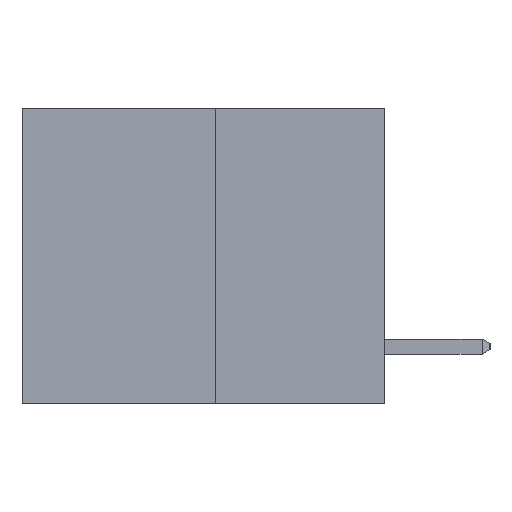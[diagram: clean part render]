
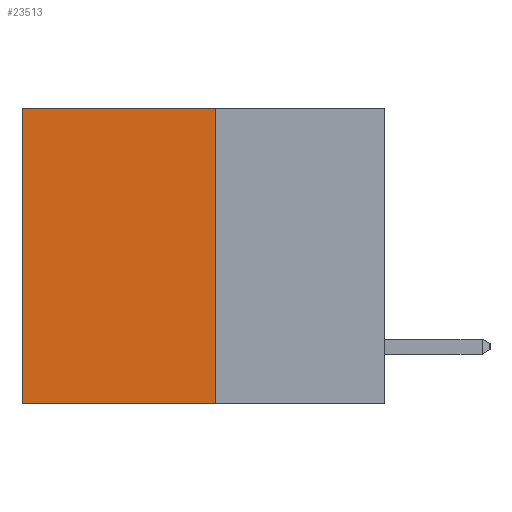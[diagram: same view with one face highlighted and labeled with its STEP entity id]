
A CAD part, left-side view. The second image highlights one B-rep face of the part: STEP entity #23513.
In plain terms, the highlighted planar face has unit normal (-1, 0, 0).
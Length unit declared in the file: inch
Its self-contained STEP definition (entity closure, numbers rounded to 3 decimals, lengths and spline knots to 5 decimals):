
#51 = DIRECTION ( 'NONE',  ( 0., 1., 0. ) ) ;
#444 = CARTESIAN_POINT ( 'NONE',  ( 0.3165, 0.6, -0.49 ) ) ;
#1761 = EDGE_CURVE ( 'NONE', #18974, #13602, #24896, .T. ) ;
#1886 = AXIS2_PLACEMENT_3D ( 'NONE', #12954, #19407, #6058 ) ;
#2141 = CARTESIAN_POINT ( 'NONE',  ( 0.3165, 0.28, -0.49 ) ) ;
#3171 = LINE ( 'NONE', #23709, #7323 ) ;
#3375 = LINE ( 'NONE', #25747, #9584 ) ;
#4017 = CARTESIAN_POINT ( 'NONE',  ( 0.3165, 0.6, 0. ) ) ;
#5016 = DIRECTION ( 'NONE',  ( 0., 0., -1. ) ) ;
#6058 = DIRECTION ( 'NONE',  ( 0., 0., -1. ) ) ;
#7323 = VECTOR ( 'NONE', #25943, 39.37008 ) ;
#7693 = VERTEX_POINT ( 'NONE', #16043 ) ;
#9443 = VERTEX_POINT ( 'NONE', #4017 ) ;
#9584 = VECTOR ( 'NONE', #23712, 39.37008 ) ;
#11269 = ORIENTED_EDGE ( 'NONE', *, *, #16424, .F. ) ;
#11974 = CARTESIAN_POINT ( 'NONE',  ( 0.3165, 0.6, -0.49 ) ) ;
#12954 = CARTESIAN_POINT ( 'NONE',  ( 0.3165, 0.28, -0.49 ) ) ;
#13602 = VERTEX_POINT ( 'NONE', #11974 ) ;
#15307 = PLANE ( 'NONE',  #1886 ) ;
#16043 = CARTESIAN_POINT ( 'NONE',  ( 0.3165, 0.28, 0. ) ) ;
#16424 = EDGE_CURVE ( 'NONE', #7693, #18974, #3171, .T. ) ;
#16548 = EDGE_CURVE ( 'NONE', #9443, #13602, #25980, .T. ) ;
#17361 = ORIENTED_EDGE ( 'NONE', *, *, #1761, .F. ) ;
#18974 = VERTEX_POINT ( 'NONE', #19208 ) ;
#19208 = CARTESIAN_POINT ( 'NONE',  ( 0.3165, 0.28, -0.49 ) ) ;
#19407 = DIRECTION ( 'NONE',  ( 1., 0., 0. ) ) ;
#21688 = EDGE_LOOP ( 'NONE', ( #22397, #17361, #11269, #24279 ) ) ;
#22397 = ORIENTED_EDGE ( 'NONE', *, *, #16548, .T. ) ;
#22611 = EDGE_CURVE ( 'NONE', #7693, #9443, #3375, .T. ) ;
#23260 = FACE_OUTER_BOUND ( 'NONE', #21688, .T. ) ;
#23513 = ADVANCED_FACE ( 'NONE', ( #23260 ), #15307, .F. ) ;
#23709 = CARTESIAN_POINT ( 'NONE',  ( 0.3165, 0.28, -0.49 ) ) ;
#23712 = DIRECTION ( 'NONE',  ( 0., 1., 0. ) ) ;
#24279 = ORIENTED_EDGE ( 'NONE', *, *, #22611, .T. ) ;
#24896 = LINE ( 'NONE', #2141, #26296 ) ;
#25747 = CARTESIAN_POINT ( 'NONE',  ( 0.3165, 0.28, 0. ) ) ;
#25943 = DIRECTION ( 'NONE',  ( 0., 0., -1. ) ) ;
#25980 = LINE ( 'NONE', #444, #28407 ) ;
#26296 = VECTOR ( 'NONE', #51, 39.37008 ) ;
#28407 = VECTOR ( 'NONE', #5016, 39.37008 ) ;
